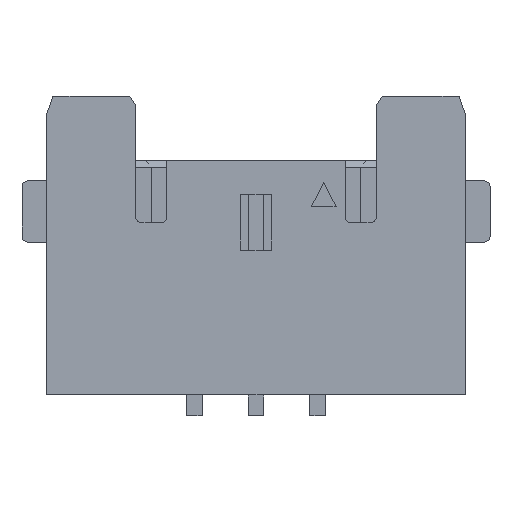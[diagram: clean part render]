
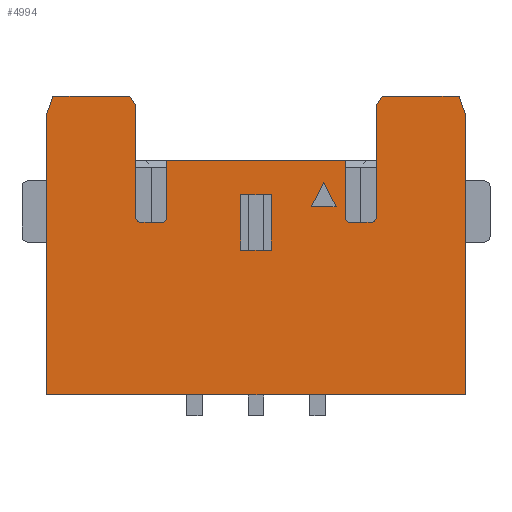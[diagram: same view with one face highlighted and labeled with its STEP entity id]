
A CAD part, top view. The second image highlights one B-rep face of the part: STEP entity #4994.
In plain terms, the highlighted planar face has unit normal (0, 0, 1).
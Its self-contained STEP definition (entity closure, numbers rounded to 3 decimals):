
#1403=CARTESIAN_POINT('',(-2.87,1.13,0.73));
#1404=DIRECTION('',(0.,0.,1.));
#1405=DIRECTION('',(-1.,0.,0.));
#1406=AXIS2_PLACEMENT_3D('',#1403,#1404,#1405);
#1408=DIRECTION('',(1.,0.,0.));
#1409=VECTOR('',#1408,0.34);
#1410=CARTESIAN_POINT('',(-2.87,1.05,0.73));
#1411=LINE('',#1410,#1409);
#1412=CARTESIAN_POINT('',(-2.53,1.13,0.73));
#1413=DIRECTION('',(0.,0.,1.));
#1414=DIRECTION('',(0.,-1.,0.));
#1415=AXIS2_PLACEMENT_3D('',#1412,#1413,#1414);
#1417=DIRECTION('',(0.,1.,0.));
#1418=VECTOR('',#1417,0.92);
#1419=CARTESIAN_POINT('',(-2.45,1.13,0.73));
#1420=LINE('',#1419,#1418);
#1421=DIRECTION('',(-1.,0.,0.));
#1422=VECTOR('',#1421,2.9);
#1423=CARTESIAN_POINT('',(0.45,2.05,0.73));
#1424=LINE('',#1423,#1422);
#1425=DIRECTION('',(0.,-1.,0.));
#1426=VECTOR('',#1425,0.92);
#1427=CARTESIAN_POINT('',(0.45,2.05,0.73));
#1428=LINE('',#1427,#1426);
#1429=CARTESIAN_POINT('',(0.53,1.13,0.73));
#1430=DIRECTION('',(0.,0.,1.));
#1431=DIRECTION('',(-1.,0.,0.));
#1432=AXIS2_PLACEMENT_3D('',#1429,#1430,#1431);
#1434=DIRECTION('',(1.,0.,0.));
#1435=VECTOR('',#1434,0.34);
#1436=CARTESIAN_POINT('',(0.53,1.05,0.73));
#1437=LINE('',#1436,#1435);
#1438=CARTESIAN_POINT('',(0.87,1.13,0.73));
#1439=DIRECTION('',(0.,0.,1.));
#1440=DIRECTION('',(0.,-1.,0.));
#1441=AXIS2_PLACEMENT_3D('',#1438,#1439,#1440);
#1443=DIRECTION('',(-0.555,-0.832,0.));
#1444=VECTOR('',#1443,0.18);
#1445=CARTESIAN_POINT('',(1.05,3.1,0.73));
#1446=LINE('',#1445,#1444);
#1447=DIRECTION('',(-1.,0.,0.));
#1448=VECTOR('',#1447,1.25);
#1449=CARTESIAN_POINT('',(2.3,3.1,0.73));
#1450=LINE('',#1449,#1448);
#1451=DIRECTION('',(-0.316,0.949,0.));
#1452=VECTOR('',#1451,0.316);
#1453=CARTESIAN_POINT('',(2.4,2.8,0.73));
#1454=LINE('',#1453,#1452);
#1455=DIRECTION('',(0.,1.,0.));
#1456=VECTOR('',#1455,4.55);
#1457=CARTESIAN_POINT('',(2.4,-1.75,0.73));
#1458=LINE('',#1457,#1456);
#1459=DIRECTION('',(1.,0.,0.));
#1460=VECTOR('',#1459,6.8);
#1461=CARTESIAN_POINT('',(-4.4,-1.75,0.73));
#1462=LINE('',#1461,#1460);
#1463=DIRECTION('',(0.,-1.,0.));
#1464=VECTOR('',#1463,4.55);
#1465=CARTESIAN_POINT('',(-4.4,2.8,0.73));
#1466=LINE('',#1465,#1464);
#1467=DIRECTION('',(-0.316,-0.949,0.));
#1468=VECTOR('',#1467,0.316);
#1469=CARTESIAN_POINT('',(-4.3,3.1,0.73));
#1470=LINE('',#1469,#1468);
#1471=DIRECTION('',(-1.,0.,0.));
#1472=VECTOR('',#1471,1.25);
#1473=CARTESIAN_POINT('',(-3.05,3.1,0.73));
#1474=LINE('',#1473,#1472);
#1475=DIRECTION('',(-0.555,0.832,0.));
#1476=VECTOR('',#1475,0.18);
#1477=CARTESIAN_POINT('',(-2.95,2.95,0.73));
#1478=LINE('',#1477,#1476);
#1479=DIRECTION('',(0.,-1.,0.));
#1480=VECTOR('',#1479,0.9);
#1481=CARTESIAN_POINT('',(-1.25,1.5,0.73));
#1482=LINE('',#1481,#1480);
#1483=DIRECTION('',(1.,0.,0.));
#1484=VECTOR('',#1483,0.5);
#1485=CARTESIAN_POINT('',(-1.25,0.6,0.73));
#1486=LINE('',#1485,#1484);
#1487=DIRECTION('',(0.,1.,0.));
#1488=VECTOR('',#1487,0.9);
#1489=CARTESIAN_POINT('',(-0.75,0.6,0.73));
#1490=LINE('',#1489,#1488);
#1491=DIRECTION('',(-1.,0.,0.));
#1492=VECTOR('',#1491,0.5);
#1493=CARTESIAN_POINT('',(-0.75,1.5,0.73));
#1494=LINE('',#1493,#1492);
#1495=DIRECTION('',(-0.447,-0.894,0.));
#1496=VECTOR('',#1495,0.447);
#1497=CARTESIAN_POINT('',(0.1,1.7,0.73));
#1498=LINE('',#1497,#1496);
#1499=DIRECTION('',(1.,0.,0.));
#1500=VECTOR('',#1499,0.4);
#1501=CARTESIAN_POINT('',(-0.1,1.3,0.73));
#1502=LINE('',#1501,#1500);
#1503=DIRECTION('',(-0.447,0.894,0.));
#1504=VECTOR('',#1503,0.447);
#1505=CARTESIAN_POINT('',(0.3,1.3,0.73));
#1506=LINE('',#1505,#1504);
#1507=DIRECTION('',(0.,1.,0.));
#1508=VECTOR('',#1507,1.82);
#1509=CARTESIAN_POINT('',(-2.95,1.13,0.73));
#1510=LINE('',#1509,#1508);
#1611=DIRECTION('',(0.,-1.,0.));
#1612=VECTOR('',#1611,1.82);
#1613=CARTESIAN_POINT('',(0.95,2.95,0.73));
#1614=LINE('',#1613,#1612);
#2417=CARTESIAN_POINT('',(-4.4,-1.75,0.73));
#2418=CARTESIAN_POINT('',(2.4,-1.75,0.73));
#2419=VERTEX_POINT('',#2417);
#2420=VERTEX_POINT('',#2418);
#2421=CARTESIAN_POINT('',(2.4,2.8,0.73));
#2422=VERTEX_POINT('',#2421);
#2423=CARTESIAN_POINT('',(2.3,3.1,0.73));
#2424=VERTEX_POINT('',#2423);
#2425=CARTESIAN_POINT('',(1.05,3.1,0.73));
#2426=VERTEX_POINT('',#2425);
#2427=CARTESIAN_POINT('',(0.95,2.95,0.73));
#2428=VERTEX_POINT('',#2427);
#2429=CARTESIAN_POINT('',(-2.95,2.95,0.73));
#2430=CARTESIAN_POINT('',(-3.05,3.1,0.73));
#2431=VERTEX_POINT('',#2429);
#2432=VERTEX_POINT('',#2430);
#2433=CARTESIAN_POINT('',(-4.3,3.1,0.73));
#2434=VERTEX_POINT('',#2433);
#2435=CARTESIAN_POINT('',(-4.4,2.8,0.73));
#2436=VERTEX_POINT('',#2435);
#2473=CARTESIAN_POINT('',(-2.87,1.05,0.73));
#2474=CARTESIAN_POINT('',(-2.53,1.05,0.73));
#2475=VERTEX_POINT('',#2473);
#2476=VERTEX_POINT('',#2474);
#2477=CARTESIAN_POINT('',(-2.45,1.13,0.73));
#2478=CARTESIAN_POINT('',(-2.45,2.05,0.73));
#2479=VERTEX_POINT('',#2477);
#2480=VERTEX_POINT('',#2478);
#2481=CARTESIAN_POINT('',(-1.25,1.5,0.73));
#2482=CARTESIAN_POINT('',(-1.25,0.6,0.73));
#2483=VERTEX_POINT('',#2481);
#2484=VERTEX_POINT('',#2482);
#2485=CARTESIAN_POINT('',(-0.75,0.6,0.73));
#2486=VERTEX_POINT('',#2485);
#2487=CARTESIAN_POINT('',(-0.75,1.5,0.73));
#2488=VERTEX_POINT('',#2487);
#2501=CARTESIAN_POINT('',(0.45,2.05,0.73));
#2502=VERTEX_POINT('',#2501);
#2507=CARTESIAN_POINT('',(-2.95,1.13,0.73));
#2508=VERTEX_POINT('',#2507);
#2509=CARTESIAN_POINT('',(0.45,1.13,0.73));
#2510=VERTEX_POINT('',#2509);
#2511=CARTESIAN_POINT('',(0.53,1.05,0.73));
#2512=VERTEX_POINT('',#2511);
#2513=CARTESIAN_POINT('',(0.87,1.05,0.73));
#2514=VERTEX_POINT('',#2513);
#2515=CARTESIAN_POINT('',(0.95,1.13,0.73));
#2516=VERTEX_POINT('',#2515);
#2677=CARTESIAN_POINT('',(0.1,1.7,0.73));
#2678=CARTESIAN_POINT('',(-0.1,1.3,0.73));
#2679=VERTEX_POINT('',#2677);
#2680=VERTEX_POINT('',#2678);
#2681=CARTESIAN_POINT('',(0.3,1.3,0.73));
#2682=VERTEX_POINT('',#2681);
#4933=CARTESIAN_POINT('',(0.,0.,0.73));
#4934=DIRECTION('',(0.,0.,1.));
#4935=DIRECTION('',(1.,0.,0.));
#4936=AXIS2_PLACEMENT_3D('',#4933,#4934,#4935);
#4937=PLANE('',#4936);
#4939=ORIENTED_EDGE('',*,*,#4938,.F.);
#4941=ORIENTED_EDGE('',*,*,#4940,.T.);
#4943=ORIENTED_EDGE('',*,*,#4942,.T.);
#4945=ORIENTED_EDGE('',*,*,#4944,.T.);
#4946=ORIENTED_EDGE('',*,*,#4924,.T.);
#4947=ORIENTED_EDGE('',*,*,#4876,.F.);
#4949=ORIENTED_EDGE('',*,*,#4948,.T.);
#4951=ORIENTED_EDGE('',*,*,#4950,.T.);
#4953=ORIENTED_EDGE('',*,*,#4952,.T.);
#4955=ORIENTED_EDGE('',*,*,#4954,.T.);
#4957=ORIENTED_EDGE('',*,*,#4956,.F.);
#4959=ORIENTED_EDGE('',*,*,#4958,.F.);
#4961=ORIENTED_EDGE('',*,*,#4960,.F.);
#4963=ORIENTED_EDGE('',*,*,#4962,.F.);
#4965=ORIENTED_EDGE('',*,*,#4964,.F.);
#4966=ORIENTED_EDGE('',*,*,#3305,.F.);
#4967=ORIENTED_EDGE('',*,*,#3340,.F.);
#4969=ORIENTED_EDGE('',*,*,#4968,.F.);
#4971=ORIENTED_EDGE('',*,*,#4970,.F.);
#4973=ORIENTED_EDGE('',*,*,#4972,.F.);
#4974=EDGE_LOOP('',(#4939,#4941,#4943,#4945,#4946,#4947,#4949,#4951,#4953,#4955,
#4957,#4959,#4961,#4963,#4965,#4966,#4967,#4969,#4971,#4973));
#4975=FACE_OUTER_BOUND('',#4974,.F.);
#4977=ORIENTED_EDGE('',*,*,#4976,.T.);
#4979=ORIENTED_EDGE('',*,*,#4978,.T.);
#4981=ORIENTED_EDGE('',*,*,#4980,.T.);
#4983=ORIENTED_EDGE('',*,*,#4982,.T.);
#4984=EDGE_LOOP('',(#4977,#4979,#4981,#4983));
#4985=FACE_BOUND('',#4984,.F.);
#4987=ORIENTED_EDGE('',*,*,#4986,.T.);
#4989=ORIENTED_EDGE('',*,*,#4988,.T.);
#4991=ORIENTED_EDGE('',*,*,#4990,.T.);
#4992=EDGE_LOOP('',(#4987,#4989,#4991));
#4993=FACE_BOUND('',#4992,.F.);
#4994=ADVANCED_FACE('',(#4975,#4985,#4993),#4937,.T.);
#1407=CIRCLE('',#1406,0.08);
#1416=CIRCLE('',#1415,0.08);
#1433=CIRCLE('',#1432,0.08);
#1442=CIRCLE('',#1441,0.08);
#3305=EDGE_CURVE('',#2419,#2420,#1462,.T.);
#3340=EDGE_CURVE('',#2436,#2419,#1466,.T.);
#4876=EDGE_CURVE('',#2502,#2480,#1424,.T.);
#4924=EDGE_CURVE('',#2479,#2480,#1420,.T.);
#4938=EDGE_CURVE('',#2508,#2431,#1510,.T.);
#4940=EDGE_CURVE('',#2508,#2475,#1407,.T.);
#4942=EDGE_CURVE('',#2475,#2476,#1411,.T.);
#4944=EDGE_CURVE('',#2476,#2479,#1416,.T.);
#4948=EDGE_CURVE('',#2502,#2510,#1428,.T.);
#4950=EDGE_CURVE('',#2510,#2512,#1433,.T.);
#4952=EDGE_CURVE('',#2512,#2514,#1437,.T.);
#4954=EDGE_CURVE('',#2514,#2516,#1442,.T.);
#4956=EDGE_CURVE('',#2428,#2516,#1614,.T.);
#4958=EDGE_CURVE('',#2426,#2428,#1446,.T.);
#4960=EDGE_CURVE('',#2424,#2426,#1450,.T.);
#4962=EDGE_CURVE('',#2422,#2424,#1454,.T.);
#4964=EDGE_CURVE('',#2420,#2422,#1458,.T.);
#4968=EDGE_CURVE('',#2434,#2436,#1470,.T.);
#4970=EDGE_CURVE('',#2432,#2434,#1474,.T.);
#4972=EDGE_CURVE('',#2431,#2432,#1478,.T.);
#4976=EDGE_CURVE('',#2483,#2484,#1482,.T.);
#4978=EDGE_CURVE('',#2484,#2486,#1486,.T.);
#4980=EDGE_CURVE('',#2486,#2488,#1490,.T.);
#4982=EDGE_CURVE('',#2488,#2483,#1494,.T.);
#4986=EDGE_CURVE('',#2679,#2680,#1498,.T.);
#4988=EDGE_CURVE('',#2680,#2682,#1502,.T.);
#4990=EDGE_CURVE('',#2682,#2679,#1506,.T.);
